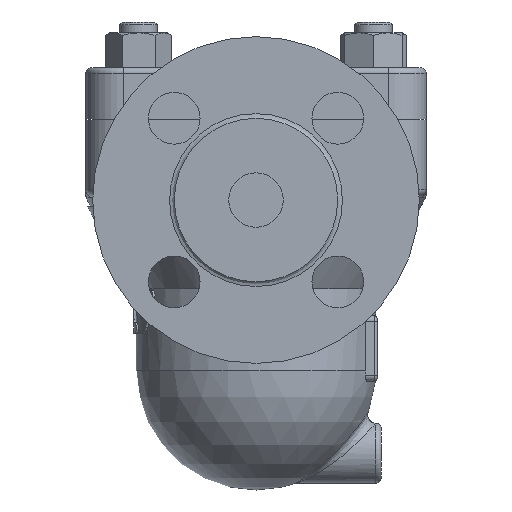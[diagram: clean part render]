
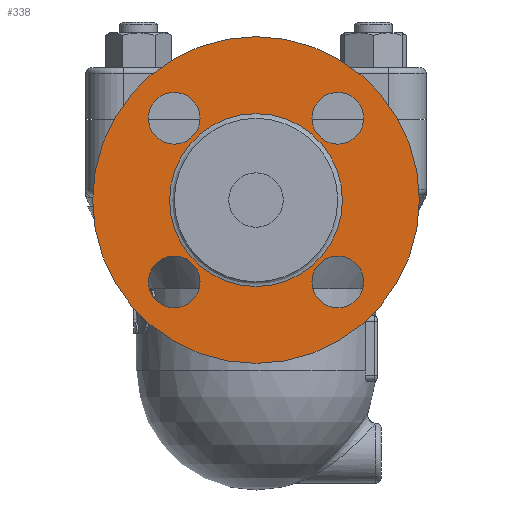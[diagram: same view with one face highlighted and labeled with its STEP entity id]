
A CAD part, left-side view. The second image highlights one B-rep face of the part: STEP entity #338.
In plain terms, the highlighted free-form (B-spline) face has degree [1, 1] with [2, 2] control points.
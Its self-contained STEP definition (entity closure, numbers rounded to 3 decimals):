
#252=CARTESIAN_POINT('',(-124.5,0.,-32.732));
#253=VERTEX_POINT('',#252);
#254=CARTESIAN_POINT('',(-124.5,0.0,-1.));
#255=DIRECTION('',(-1.0,0.0,0.0));
#256=DIRECTION('',(0.0,0.0,1.0));
#257=AXIS2_PLACEMENT_3D('',#254,#255,#256);
#258=CIRCLE('',#257,31.732);
#259=EDGE_CURVE('',#253,#253,#258,.T.);
#275=CARTESIAN_POINT('',(-124.5,60.0,59.));
#276=CARTESIAN_POINT('',(-124.5,60.0,-61.));
#277=CARTESIAN_POINT('',(-124.5,-60.0,59.));
#278=CARTESIAN_POINT('',(-124.5,-60.0,-61.));
#279=B_SPLINE_SURFACE_WITH_KNOTS('',1,1,((#275,#277),(#276,#278)),.UNSPECIFIED.,.F.,.F.,.U.,(2,2),(2,2),(0.0,120.0),(0.0,120.0),.UNSPECIFIED.);
#280=CARTESIAN_POINT('',(-124.5,0.0,59.));
#281=VERTEX_POINT('',#280);
#282=CARTESIAN_POINT('',(-124.5,0.0,-1.));
#283=DIRECTION('',(-1.0,0.0,0.0));
#284=DIRECTION('',(0.0,0.0,1.0));
#285=AXIS2_PLACEMENT_3D('',#282,#283,#284);
#286=CIRCLE('',#285,60.0);
#287=EDGE_CURVE('',#281,#281,#286,.T.);
#288=ORIENTED_EDGE('',*,*,#287,.T.);
#289=EDGE_LOOP('',(#288));
#290=FACE_OUTER_BOUND('',#289,.T.);
#291=CARTESIAN_POINT('',(-124.5,-30.052,19.552));
#292=VERTEX_POINT('',#291);
#293=CARTESIAN_POINT('',(-124.5,-30.052,29.052));
#294=DIRECTION('',(1.0,0.0,0.0));
#295=DIRECTION('',(0.0,0.0,-1.0));
#296=AXIS2_PLACEMENT_3D('',#293,#294,#295);
#297=CIRCLE('',#296,9.5);
#298=EDGE_CURVE('',#292,#292,#297,.T.);
#299=ORIENTED_EDGE('',*,*,#298,.T.);
#300=EDGE_LOOP('',(#299));
#301=FACE_BOUND('',#300,.T.);
#302=CARTESIAN_POINT('',(-124.5,20.552,29.052));
#303=VERTEX_POINT('',#302);
#304=CARTESIAN_POINT('',(-124.5,30.052,29.052));
#305=DIRECTION('',(1.0,0.0,0.0));
#306=DIRECTION('',(0.0,-1.0,0.0));
#307=AXIS2_PLACEMENT_3D('',#304,#305,#306);
#308=CIRCLE('',#307,9.5);
#309=EDGE_CURVE('',#303,#303,#308,.T.);
#310=ORIENTED_EDGE('',*,*,#309,.T.);
#311=EDGE_LOOP('',(#310));
#312=FACE_BOUND('',#311,.T.);
#313=CARTESIAN_POINT('',(-124.5,30.052,-21.552));
#314=VERTEX_POINT('',#313);
#315=CARTESIAN_POINT('',(-124.5,30.052,-31.052));
#316=DIRECTION('',(1.0,0.0,0.0));
#317=DIRECTION('',(0.0,0.0,1.0));
#318=AXIS2_PLACEMENT_3D('',#315,#316,#317);
#319=CIRCLE('',#318,9.5);
#320=EDGE_CURVE('',#314,#314,#319,.T.);
#321=ORIENTED_EDGE('',*,*,#320,.T.);
#322=EDGE_LOOP('',(#321));
#323=FACE_BOUND('',#322,.T.);
#324=CARTESIAN_POINT('',(-124.5,-20.552,-31.052));
#325=VERTEX_POINT('',#324);
#326=CARTESIAN_POINT('',(-124.5,-30.052,-31.052));
#327=DIRECTION('',(1.0,0.0,0.0));
#328=DIRECTION('',(0.0,1.0,0.0));
#329=AXIS2_PLACEMENT_3D('',#326,#327,#328);
#330=CIRCLE('',#329,9.5);
#331=EDGE_CURVE('',#325,#325,#330,.T.);
#332=ORIENTED_EDGE('',*,*,#331,.T.);
#333=EDGE_LOOP('',(#332));
#334=FACE_BOUND('',#333,.T.);
#335=ORIENTED_EDGE('',*,*,#259,.F.);
#336=EDGE_LOOP('',(#335));
#337=FACE_BOUND('',#336,.T.);
#338=ADVANCED_FACE('',(#290,#301,#312,#323,#334,#337),#279,.T.);
